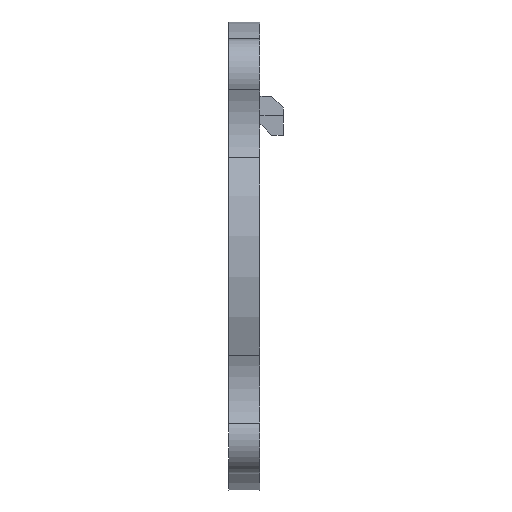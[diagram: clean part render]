
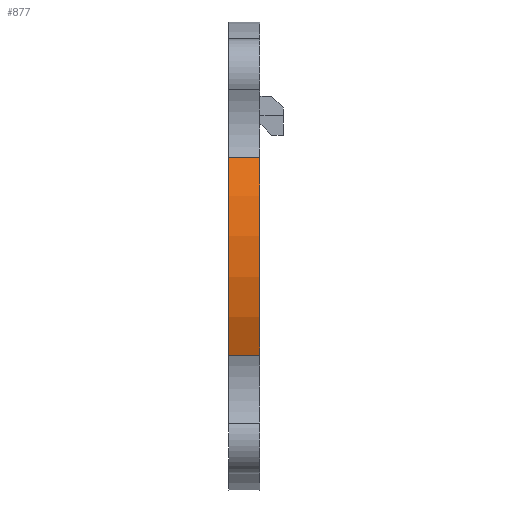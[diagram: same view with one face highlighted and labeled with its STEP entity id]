
A CAD part, left-side view. The second image highlights one B-rep face of the part: STEP entity #877.
In plain terms, the highlighted cylindrical face has radius 30 mm (diameter 60 mm), a partial arc.
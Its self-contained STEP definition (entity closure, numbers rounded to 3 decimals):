
#420=CARTESIAN_POINT('',(-27.218,65.,-12.617));
#421=VERTEX_POINT('',#420);
#429=CARTESIAN_POINT('',(-27.218,65.,12.617));
#430=VERTEX_POINT('',#429);
#431=CARTESIAN_POINT('',(-0.,65.,0.));
#432=DIRECTION('',(0.,1.,0.));
#433=DIRECTION('',(0.,-0.,1.));
#434=AXIS2_PLACEMENT_3D('',#431,#432,#433);
#435=CIRCLE('',#434,30.);
#436=EDGE_CURVE('',#421,#430,#435,.T.);
#638=CARTESIAN_POINT('',(-27.218,61.,12.617));
#639=VERTEX_POINT('',#638);
#647=CARTESIAN_POINT('',(-27.218,61.,-12.617));
#648=VERTEX_POINT('',#647);
#649=CARTESIAN_POINT('',(-0.,61.,0.));
#650=DIRECTION('',(0.,1.,0.));
#651=DIRECTION('',(0.,-0.,1.));
#652=AXIS2_PLACEMENT_3D('',#649,#650,#651);
#653=CIRCLE('',#652,30.);
#654=EDGE_CURVE('',#648,#639,#653,.T.);
#856=CARTESIAN_POINT('',(-0.,61.,0.));
#857=DIRECTION('',(0.,1.,0.));
#858=DIRECTION('',(0.,-0.,1.));
#859=AXIS2_PLACEMENT_3D('',#856,#857,#858);
#860=CYLINDRICAL_SURFACE('',#859,30.);
#861=ORIENTED_EDGE('',*,*,#654,.T.);
#862=CARTESIAN_POINT('',(-27.218,61.,12.617));
#863=DIRECTION('',(0.,1.,0.));
#864=VECTOR('',#863,4.);
#865=LINE('',#862,#864);
#866=EDGE_CURVE('',#639,#430,#865,.T.);
#867=ORIENTED_EDGE('',*,*,#866,.T.);
#868=ORIENTED_EDGE('',*,*,#436,.F.);
#869=CARTESIAN_POINT('',(-27.218,65.,-12.617));
#870=DIRECTION('',(-0.,-1.,-0.));
#871=VECTOR('',#870,4.);
#872=LINE('',#869,#871);
#873=EDGE_CURVE('',#421,#648,#872,.T.);
#874=ORIENTED_EDGE('',*,*,#873,.T.);
#875=EDGE_LOOP('',(#861,#867,#868,#874));
#876=FACE_BOUND('',#875,.T.);
#877=ADVANCED_FACE('',(#876),#860,.T.);
